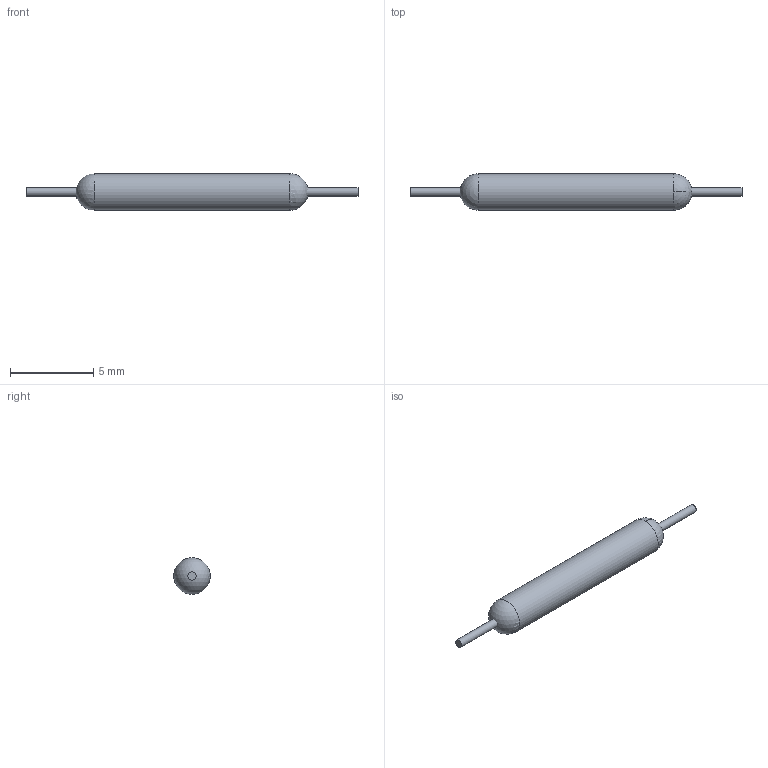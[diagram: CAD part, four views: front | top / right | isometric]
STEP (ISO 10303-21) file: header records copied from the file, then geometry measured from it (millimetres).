
FILE_DESCRIPTION(('FreeCAD Model'),'2;1');
FILE_NAME('Open CASCADE Shape Model','2024-02-10T12:40:38',('Author'),( ''),'Open CASCADE STEP processor 7.7','FreeCAD','Unknown');
FILE_SCHEMA(('AUTOMOTIVE_DESIGN { 1 0 10303 214 1 1 1 1 }'));
Length unit declared in the file: millimetre
Products named in the file (4): LinkGroup; union; union001; union002
Assembly tree (3 placements, depth 2):
  LinkGroup
    union
    union001
    union002
Bounding box: 20 x 2.2 x 2.2 mm (x, y, z)
Volume: 53.4 mm3; surface area: 127.4 mm2
Topology: 3 solids, 3 shells, 54 faces, 108 edges, 54 vertices
Faces by surface type: plane 44, cylinder 7, sphere 3
Full cylindrical faces by diameter (mm): 0.5 x2, 2.2 x1
Entity records: 1380 total; most frequent: DIRECTION 257, CARTESIAN_POINT 210, ORIENTED_EDGE 200, AXIS2_PLACEMENT_3D 101, EDGE_CURVE 100, LINE 55, VECTOR 55, VERTEX_POINT 54
